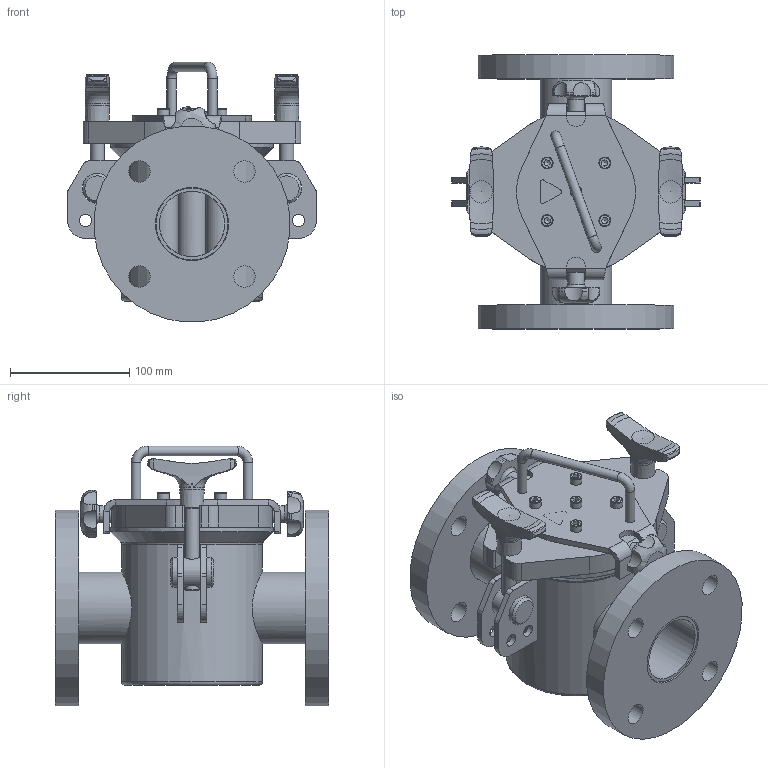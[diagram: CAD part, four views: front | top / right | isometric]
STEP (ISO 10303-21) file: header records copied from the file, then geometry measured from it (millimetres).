
FILE_DESCRIPTION(/* description */ (''),/* implementation_level */ '2;1');
FILE_NAME(/* name */ 'SSFI005038.stp',/* time_stamp */ '2021-04-28T15:35:40+02:00',/* author */ ('AvD'),/* organization */ (''),/* preprocessor_version */ 'ST-DEVELOPER v18.1',/* originating_system */ 'Autodesk Inventor 2021',/* authorisation */ '');
FILE_SCHEMA (('CONFIG_CONTROL_DESIGN'));
Length unit declared in the file: millimetre
Products named in the file (1): Part1
Bounding box: 209 x 230 x 218.19 mm (x, y, z)
Volume: 1626610.3 mm3; surface area: 497807.6 mm2
Topology: 6 solids, 13 shells, 556 faces, 1407 edges, 908 vertices
Faces by surface type: plane 220, cylinder 208, torus 60, cone 42, bspline 24, sphere 2
Full cylindrical faces by diameter (mm): 4.917 x5, 6 x5, 6.2 x5, 6.647 x2, 8 x3, 8.2 x2, 10 x5, 10.5 x8, 12 x4, 14 x2, 18 x8, 24 x5, 25 x7, 25.085 x5, 25.3 x4, 55 x2, 60.3 x2, 60.5 x2, 61.5 x2, 74.5 x1, 108.5 x1, 109.1 x1, 118 x1, 136.85 x1, 165 x2
Entity records: 19951 total; most frequent: CARTESIAN_POINT 6017, ORIENTED_EDGE 2788, DIRECTION 2742, EDGE_CURVE 1394, AXIS2_PLACEMENT_3D 1095, VERTEX_POINT 908, EDGE_LOOP 658, STYLED_ITEM 562
